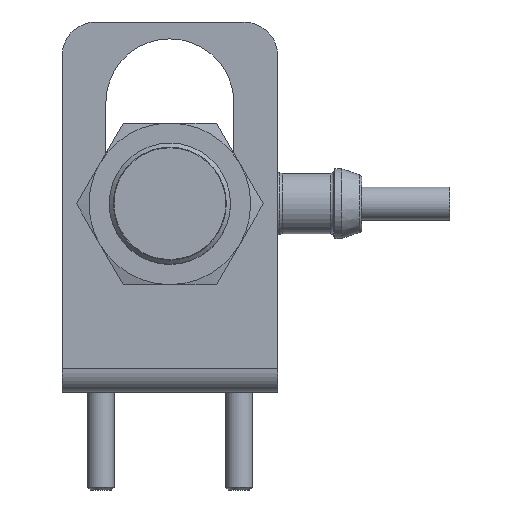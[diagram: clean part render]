
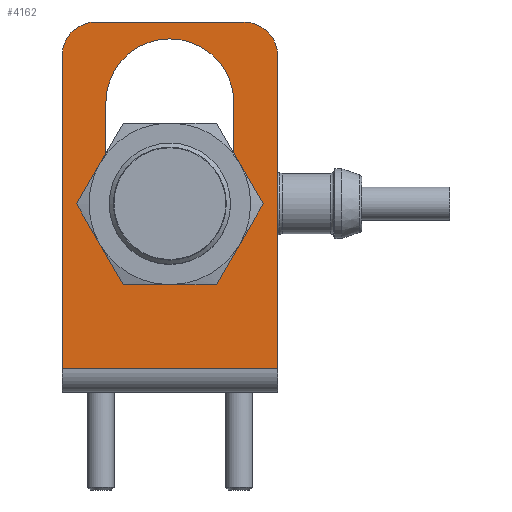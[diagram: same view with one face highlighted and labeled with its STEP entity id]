
A CAD part, front view. The second image highlights one B-rep face of the part: STEP entity #4162.
In plain terms, the highlighted planar face has unit normal (0, -1, 0).
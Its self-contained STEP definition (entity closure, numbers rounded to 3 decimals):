
#115=FACE_BOUND('',#920,.T.);
#299=PLANE('',#4678);
#623=FACE_OUTER_BOUND('',#919,.T.);
#919=EDGE_LOOP('',(#3790,#3791,#3792,#3793,#3794,#3795));
#920=EDGE_LOOP('',(#3796,#3797,#3798,#3799));
#1144=LINE('',#7993,#1394);
#1148=LINE('',#8005,#1398);
#1151=LINE('',#8018,#1401);
#1155=LINE('',#8047,#1405);
#1167=LINE('',#8093,#1417);
#1171=LINE('',#8107,#1421);
#1394=VECTOR('',#5807,1.);
#1398=VECTOR('',#5819,1.);
#1401=VECTOR('',#5834,1.);
#1405=VECTOR('',#5862,1.);
#1417=VECTOR('',#5904,1.);
#1421=VECTOR('',#5920,1.);
#1644=CIRCLE('',#4635,9.5);
#1646=CIRCLE('',#4639,9.5);
#1673=CIRCLE('',#4674,5.);
#1674=CIRCLE('',#4677,5.);
#2001=VERTEX_POINT('',#7990);
#2002=VERTEX_POINT('',#7992);
#2004=VERTEX_POINT('',#7998);
#2006=VERTEX_POINT('',#8004);
#2007=VERTEX_POINT('',#8011);
#2010=VERTEX_POINT('',#8016);
#2023=VERTEX_POINT('',#8046);
#2042=VERTEX_POINT('',#8091);
#2045=VERTEX_POINT('',#8101);
#2046=VERTEX_POINT('',#8105);
#2576=EDGE_CURVE('',#2002,#2001,#1144,.T.);
#2579=EDGE_CURVE('',#2004,#2002,#1644,.T.);
#2582=EDGE_CURVE('',#2006,#2004,#1148,.T.);
#2585=EDGE_CURVE('',#2001,#2006,#1646,.T.);
#2589=EDGE_CURVE('',#2010,#2007,#1151,.T.);
#2603=EDGE_CURVE('',#2007,#2023,#1155,.T.);
#2627=EDGE_CURVE('',#2010,#2042,#1167,.T.);
#2632=EDGE_CURVE('',#2045,#2042,#1673,.T.);
#2634=EDGE_CURVE('',#2045,#2046,#1171,.T.);
#2635=EDGE_CURVE('',#2023,#2046,#1674,.T.);
#3790=ORIENTED_EDGE('',*,*,#2589,.F.);
#3791=ORIENTED_EDGE('',*,*,#2627,.T.);
#3792=ORIENTED_EDGE('',*,*,#2632,.F.);
#3793=ORIENTED_EDGE('',*,*,#2634,.T.);
#3794=ORIENTED_EDGE('',*,*,#2635,.F.);
#3795=ORIENTED_EDGE('',*,*,#2603,.F.);
#3796=ORIENTED_EDGE('',*,*,#2582,.T.);
#3797=ORIENTED_EDGE('',*,*,#2579,.T.);
#3798=ORIENTED_EDGE('',*,*,#2576,.T.);
#3799=ORIENTED_EDGE('',*,*,#2585,.T.);
#4162=ADVANCED_FACE('',(#623,#115),#299,.T.);
#4635=AXIS2_PLACEMENT_3D('',#7999,#5813,#5814);
#4639=AXIS2_PLACEMENT_3D('',#8009,#5825,#5826);
#4674=AXIS2_PLACEMENT_3D('',#8103,#5915,#5916);
#4677=AXIS2_PLACEMENT_3D('',#8109,#5923,#5924);
#4678=AXIS2_PLACEMENT_3D('',#8110,#5925,#5926);
#5807=DIRECTION('',(0.,0.,-1.));
#5813=DIRECTION('center_axis',(0.,1.,0.));
#5814=DIRECTION('ref_axis',(1.,0.,0.));
#5819=DIRECTION('',(0.,0.,1.));
#5825=DIRECTION('center_axis',(0.,1.,0.));
#5826=DIRECTION('ref_axis',(-1.,0.,0.));
#5834=DIRECTION('',(-1.,0.,0.));
#5862=DIRECTION('',(0.,0.,1.));
#5904=DIRECTION('',(0.,0.,1.));
#5915=DIRECTION('center_axis',(0.,1.,0.));
#5916=DIRECTION('ref_axis',(0.707,0.,0.707));
#5920=DIRECTION('',(-1.,0.,0.));
#5923=DIRECTION('center_axis',(0.,1.,0.));
#5924=DIRECTION('ref_axis',(-0.707,0.,0.707));
#5925=DIRECTION('center_axis',(0.,-1.,0.));
#5926=DIRECTION('ref_axis',(0.,0.,1.));
#7990=CARTESIAN_POINT('',(9.5,-18.,28.));
#7992=CARTESIAN_POINT('',(9.5,-18.,43.));
#7993=CARTESIAN_POINT('',(9.5,-18.,14.));
#7998=CARTESIAN_POINT('',(-9.5,-18.,43.));
#7999=CARTESIAN_POINT('Origin',(0.,-18.,
43.));
#8004=CARTESIAN_POINT('',(-9.5,-18.,28.));
#8005=CARTESIAN_POINT('',(-9.5,-18.,21.5));
#8009=CARTESIAN_POINT('Origin',(0.,-18.,
28.));
#8011=CARTESIAN_POINT('',(-16.,-18.,3.52));
#8016=CARTESIAN_POINT('',(16.,-18.,3.52));
#8018=CARTESIAN_POINT('',(27.655,-18.,3.52));
#8046=CARTESIAN_POINT('',(-16.,-18.,50.));
#8047=CARTESIAN_POINT('',(-16.,-18.,10.));
#8091=CARTESIAN_POINT('',(16.,-18.,50.));
#8093=CARTESIAN_POINT('',(16.,-18.,10.));
#8101=CARTESIAN_POINT('',(11.,-18.,55.));
#8103=CARTESIAN_POINT('Origin',(11.,-18.,50.));
#8105=CARTESIAN_POINT('',(-11.,-18.,55.));
#8107=CARTESIAN_POINT('',(16.,-18.,55.));
#8109=CARTESIAN_POINT('Origin',(-11.,-18.,50.));
#8110=CARTESIAN_POINT('Origin',(16.,-18.,0.));
